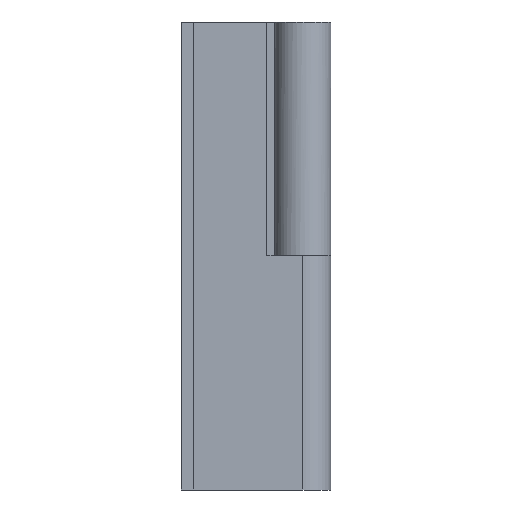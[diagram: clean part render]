
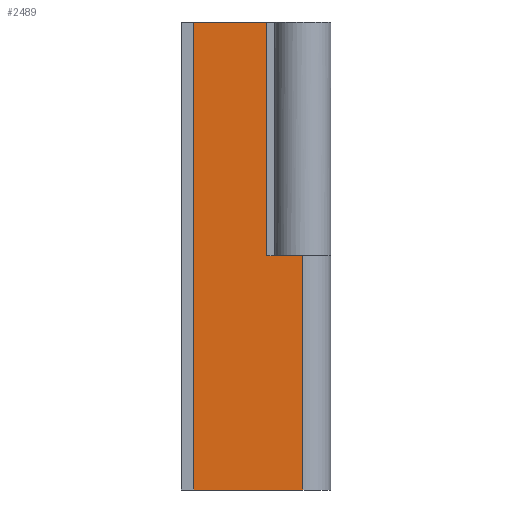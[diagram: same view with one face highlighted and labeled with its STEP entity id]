
A CAD part, left-side view. The second image highlights one B-rep face of the part: STEP entity #2489.
In plain terms, the highlighted free-form (B-spline) face has degree [1, 1] with [2, 2] control points.
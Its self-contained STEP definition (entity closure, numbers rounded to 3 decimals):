
#2142=CARTESIAN_POINT('',(-3.6,4.6,60.));
#2143=VERTEX_POINT('',#2142);
#2149=CARTESIAN_POINT('',(-3.6,4.6,30.));
#2150=VERTEX_POINT('',#2149);
#2151=CARTESIAN_POINT('',(-3.6,4.6,30.));
#2152=CARTESIAN_POINT('',(-3.6,4.6,60.));
#2153=QUASI_UNIFORM_CURVE('',1,(#2151,#2152),.UNSPECIFIED.,.F.,.U.);
#2154=EDGE_CURVE('',#2150,#2143,#2153,.T.);
#2171=CARTESIAN_POINT('',(-3.6,0.0,30.));
#2172=VERTEX_POINT('',#2171);
#2226=CARTESIAN_POINT('',(-3.6,0.0,30.));
#2227=CARTESIAN_POINT('',(-3.6,4.6,30.));
#2228=QUASI_UNIFORM_CURVE('',1,(#2226,#2227),.UNSPECIFIED.,.F.,.U.);
#2229=EDGE_CURVE('',#2172,#2150,#2228,.T.);
#2282=CARTESIAN_POINT('',(-3.6,0.0,0.0));
#2283=VERTEX_POINT('',#2282);
#2303=CARTESIAN_POINT('',(-3.6,14.,0.0));
#2304=VERTEX_POINT('',#2303);
#2305=CARTESIAN_POINT('',(-3.6,14.,0.0));
#2306=CARTESIAN_POINT('',(-3.6,0.0,0.0));
#2307=QUASI_UNIFORM_CURVE('',1,(#2305,#2306),.UNSPECIFIED.,.F.,.U.);
#2308=EDGE_CURVE('',#2304,#2283,#2307,.T.);
#2370=CARTESIAN_POINT('',(-3.6,14.,60.));
#2371=VERTEX_POINT('',#2370);
#2377=CARTESIAN_POINT('',(-3.6,14.,60.));
#2378=CARTESIAN_POINT('',(-3.6,4.6,60.));
#2379=QUASI_UNIFORM_CURVE('',1,(#2377,#2378),.UNSPECIFIED.,.F.,.U.);
#2380=EDGE_CURVE('',#2371,#2143,#2379,.T.);
#2463=CARTESIAN_POINT('',(-3.6,0.0,30.));
#2464=CARTESIAN_POINT('',(-3.6,0.0,0.0));
#2465=QUASI_UNIFORM_CURVE('',1,(#2463,#2464),.UNSPECIFIED.,.F.,.U.);
#2466=EDGE_CURVE('',#2172,#2283,#2465,.T.);
#2472=CARTESIAN_POINT('',(-3.6,-0.699,62.997));
#2473=CARTESIAN_POINT('',(-3.6,-0.699,-2.997));
#2474=CARTESIAN_POINT('',(-3.6,14.699,62.997));
#2475=CARTESIAN_POINT('',(-3.6,14.699,-2.997));
#2476=B_SPLINE_SURFACE_WITH_KNOTS('',1,1,((#2472,#2474),(#2473,#2475)),.UNSPECIFIED.,.F.,.F.,.U.,(2,2),(2,2),(0.0,65.994),(0.0,15.399),.UNSPECIFIED.);
#2477=ORIENTED_EDGE('',*,*,#2229,.T.);
#2478=ORIENTED_EDGE('',*,*,#2154,.T.);
#2479=ORIENTED_EDGE('',*,*,#2380,.F.);
#2480=CARTESIAN_POINT('',(-3.6,14.,60.));
#2481=CARTESIAN_POINT('',(-3.6,14.,0.0));
#2482=QUASI_UNIFORM_CURVE('',1,(#2480,#2481),.UNSPECIFIED.,.F.,.U.);
#2483=EDGE_CURVE('',#2371,#2304,#2482,.T.);
#2484=ORIENTED_EDGE('',*,*,#2483,.T.);
#2485=ORIENTED_EDGE('',*,*,#2308,.T.);
#2486=ORIENTED_EDGE('',*,*,#2466,.F.);
#2487=EDGE_LOOP('',(#2477,#2478,#2479,#2484,#2485,#2486));
#2488=FACE_OUTER_BOUND('',#2487,.T.);
#2489=ADVANCED_FACE('',(#2488),#2476,.F.);
